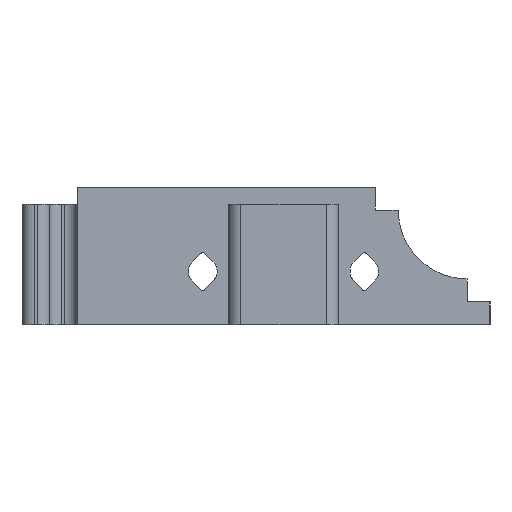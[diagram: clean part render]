
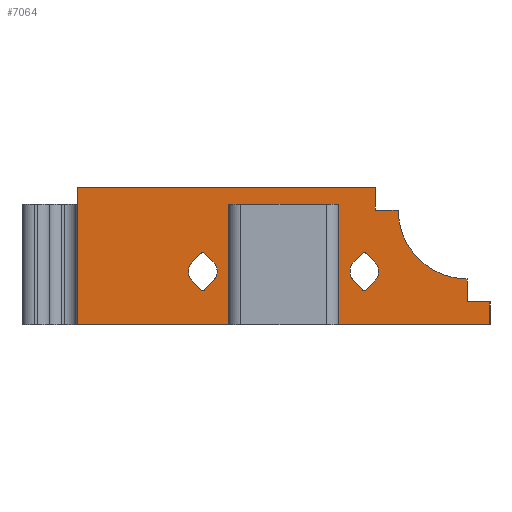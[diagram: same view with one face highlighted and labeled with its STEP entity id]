
A CAD part, left-side view. The second image highlights one B-rep face of the part: STEP entity #7064.
In plain terms, the highlighted planar face has unit normal (-1, 0, 0).
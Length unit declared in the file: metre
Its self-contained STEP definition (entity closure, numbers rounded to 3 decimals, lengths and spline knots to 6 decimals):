
#162=CIRCLE('',#7566,0.01);
#163=CIRCLE('',#7567,0.002075);
#164=CIRCLE('',#7568,0.0004);
#165=CIRCLE('',#7569,0.002075);
#166=CIRCLE('',#7570,0.0004);
#167=CIRCLE('',#7571,0.002075);
#168=CIRCLE('',#7572,0.0004);
#169=CIRCLE('',#7573,0.002075);
#170=CIRCLE('',#7574,0.0004);
#1353=ORIENTED_EDGE('',*,*,#3298,.F.);
#1354=ORIENTED_EDGE('',*,*,#3299,.F.);
#1355=ORIENTED_EDGE('',*,*,#3300,.F.);
#1356=ORIENTED_EDGE('',*,*,#3301,.F.);
#1357=ORIENTED_EDGE('',*,*,#3302,.F.);
#1358=ORIENTED_EDGE('',*,*,#2826,.T.);
#1359=ORIENTED_EDGE('',*,*,#3303,.T.);
#1360=ORIENTED_EDGE('',*,*,#3032,.F.);
#1361=ORIENTED_EDGE('',*,*,#3304,.F.);
#1362=ORIENTED_EDGE('',*,*,#3305,.F.);
#1363=ORIENTED_EDGE('',*,*,#3306,.T.);
#1364=ORIENTED_EDGE('',*,*,#3016,.F.);
#1365=ORIENTED_EDGE('',*,*,#3307,.T.);
#1366=ORIENTED_EDGE('',*,*,#3308,.F.);
#1367=ORIENTED_EDGE('',*,*,#3309,.F.);
#1368=ORIENTED_EDGE('',*,*,#3310,.F.);
#1369=ORIENTED_EDGE('',*,*,#3311,.F.);
#1370=ORIENTED_EDGE('',*,*,#3312,.T.);
#1371=ORIENTED_EDGE('',*,*,#3313,.F.);
#1372=ORIENTED_EDGE('',*,*,#3314,.T.);
#1373=ORIENTED_EDGE('',*,*,#3315,.F.);
#1374=ORIENTED_EDGE('',*,*,#3316,.F.);
#1375=ORIENTED_EDGE('',*,*,#3317,.F.);
#1376=ORIENTED_EDGE('',*,*,#3318,.F.);
#1377=ORIENTED_EDGE('',*,*,#3319,.F.);
#1378=ORIENTED_EDGE('',*,*,#3320,.T.);
#1379=ORIENTED_EDGE('',*,*,#3321,.F.);
#1380=ORIENTED_EDGE('',*,*,#3322,.T.);
#1381=ORIENTED_EDGE('',*,*,#3323,.F.);
#2826=EDGE_CURVE('',#3862,#3863,#4559,.F.);
#3016=EDGE_CURVE('',#4028,#4029,#4702,.F.);
#3032=EDGE_CURVE('',#4044,#4045,#4710,.F.);
#3298=EDGE_CURVE('',#4254,#4255,#4864,.T.);
#3299=EDGE_CURVE('',#4256,#4254,#4865,.T.);
#3300=EDGE_CURVE('',#4257,#4256,#162,.T.);
#3301=EDGE_CURVE('',#4258,#4257,#4866,.T.);
#3302=EDGE_CURVE('',#3862,#4258,#4867,.T.);
#3303=EDGE_CURVE('',#3863,#4045,#4868,.T.);
#3304=EDGE_CURVE('',#4259,#4044,#4869,.T.);
#3305=EDGE_CURVE('',#4260,#4259,#4870,.F.);
#3306=EDGE_CURVE('',#4260,#4029,#4871,.F.);
#3307=EDGE_CURVE('',#4028,#4255,#4872,.T.);
#3308=EDGE_CURVE('',#4261,#4262,#4873,.T.);
#3309=EDGE_CURVE('',#4263,#4261,#163,.T.);
#3310=EDGE_CURVE('',#4264,#4263,#4874,.T.);
#3311=EDGE_CURVE('',#4265,#4264,#164,.T.);
#3312=EDGE_CURVE('',#4265,#4266,#4875,.T.);
#3313=EDGE_CURVE('',#4267,#4266,#165,.T.);
#3314=EDGE_CURVE('',#4267,#4268,#4876,.T.);
#3315=EDGE_CURVE('',#4262,#4268,#166,.T.);
#3316=EDGE_CURVE('',#4269,#4270,#4877,.T.);
#3317=EDGE_CURVE('',#4271,#4269,#167,.T.);
#3318=EDGE_CURVE('',#4272,#4271,#4878,.T.);
#3319=EDGE_CURVE('',#4273,#4272,#168,.T.);
#3320=EDGE_CURVE('',#4273,#4274,#4879,.T.);
#3321=EDGE_CURVE('',#4275,#4274,#169,.T.);
#3322=EDGE_CURVE('',#4275,#4276,#4880,.T.);
#3323=EDGE_CURVE('',#4270,#4276,#170,.T.);
#3862=VERTEX_POINT('',#10238);
#3863=VERTEX_POINT('',#10239);
#4028=VERTEX_POINT('',#10672);
#4029=VERTEX_POINT('',#10674);
#4044=VERTEX_POINT('',#10704);
#4045=VERTEX_POINT('',#10706);
#4254=VERTEX_POINT('',#11294);
#4255=VERTEX_POINT('',#11295);
#4256=VERTEX_POINT('',#11297);
#4257=VERTEX_POINT('',#11299);
#4258=VERTEX_POINT('',#11301);
#4259=VERTEX_POINT('',#11305);
#4260=VERTEX_POINT('',#11307);
#4261=VERTEX_POINT('',#11311);
#4262=VERTEX_POINT('',#11312);
#4263=VERTEX_POINT('',#11314);
#4264=VERTEX_POINT('',#11316);
#4265=VERTEX_POINT('',#11318);
#4266=VERTEX_POINT('',#11320);
#4267=VERTEX_POINT('',#11322);
#4268=VERTEX_POINT('',#11324);
#4269=VERTEX_POINT('',#11327);
#4270=VERTEX_POINT('',#11328);
#4271=VERTEX_POINT('',#11330);
#4272=VERTEX_POINT('',#11332);
#4273=VERTEX_POINT('',#11334);
#4274=VERTEX_POINT('',#11336);
#4275=VERTEX_POINT('',#11338);
#4276=VERTEX_POINT('',#11340);
#4559=LINE('',#10237,#5286);
#4702=LINE('',#10673,#5429);
#4710=LINE('',#10705,#5437);
#4864=LINE('',#11293,#5591);
#4865=LINE('',#11296,#5592);
#4866=LINE('',#11300,#5593);
#4867=LINE('',#11302,#5594);
#4868=LINE('',#11303,#5595);
#4869=LINE('',#11304,#5596);
#4870=LINE('',#11306,#5597);
#4871=LINE('',#11308,#5598);
#4872=LINE('',#11309,#5599);
#4873=LINE('',#11310,#5600);
#4874=LINE('',#11315,#5601);
#4875=LINE('',#11319,#5602);
#4876=LINE('',#11323,#5603);
#4877=LINE('',#11326,#5604);
#4878=LINE('',#11331,#5605);
#4879=LINE('',#11335,#5606);
#4880=LINE('',#11339,#5607);
#5286=VECTOR('',#7998,1.);
#5429=VECTOR('',#8267,1.);
#5437=VECTOR('',#8291,1.);
#5591=VECTOR('',#8695,1.);
#5592=VECTOR('',#8696,1.);
#5593=VECTOR('',#8699,1.);
#5594=VECTOR('',#8700,1.);
#5595=VECTOR('',#8701,1.);
#5596=VECTOR('',#8702,1.);
#5597=VECTOR('',#8703,1.);
#5598=VECTOR('',#8704,1.);
#5599=VECTOR('',#8705,1.);
#5600=VECTOR('',#8706,1.);
#5601=VECTOR('',#8709,1.);
#5602=VECTOR('',#8712,1.);
#5603=VECTOR('',#8715,1.);
#5604=VECTOR('',#8718,1.);
#5605=VECTOR('',#8721,1.);
#5606=VECTOR('',#8724,1.);
#5607=VECTOR('',#8727,1.);
#6069=EDGE_LOOP('',(#1353,#1354,#1355,#1356,#1357,#1358,#1359,#1360,#1361,
#1362,#1363,#1364,#1365));
#6070=EDGE_LOOP('',(#1366,#1367,#1368,#1369,#1370,#1371,#1372,#1373));
#6071=EDGE_LOOP('',(#1374,#1375,#1376,#1377,#1378,#1379,#1380,#1381));
#6466=FACE_BOUND('',#6069,.T.);
#6467=FACE_BOUND('',#6070,.T.);
#6468=FACE_BOUND('',#6071,.T.);
#6788=PLANE('',#7565);
#7064=ADVANCED_FACE('',(#6466,#6467,#6468),#6788,.T.);
#7565=AXIS2_PLACEMENT_3D('',#11292,#8693,#8694);
#7566=AXIS2_PLACEMENT_3D('',#11298,#8697,#8698);
#7567=AXIS2_PLACEMENT_3D('',#11313,#8707,#8708);
#7568=AXIS2_PLACEMENT_3D('',#11317,#8710,#8711);
#7569=AXIS2_PLACEMENT_3D('',#11321,#8713,#8714);
#7570=AXIS2_PLACEMENT_3D('',#11325,#8716,#8717);
#7571=AXIS2_PLACEMENT_3D('',#11329,#8719,#8720);
#7572=AXIS2_PLACEMENT_3D('',#11333,#8722,#8723);
#7573=AXIS2_PLACEMENT_3D('',#11337,#8725,#8726);
#7574=AXIS2_PLACEMENT_3D('',#11341,#8728,#8729);
#7998=DIRECTION('',(0.,-1.,0.));
#8267=DIRECTION('',(0.,-1.,0.));
#8291=DIRECTION('',(0.,-1.,0.));
#8693=DIRECTION('',(-1.,0.,0.));
#8694=DIRECTION('',(0.,-1.,0.));
#8695=DIRECTION('',(0.,-1.,0.));
#8696=DIRECTION('',(0.,0.,-1.));
#8697=DIRECTION('',(-1.,0.,0.));
#8698=DIRECTION('',(0.,-1.,0.));
#8699=DIRECTION('',(0.,-1.,0.));
#8700=DIRECTION('',(0.,0.,-1.));
#8701=DIRECTION('',(0.,0.,-1.));
#8702=DIRECTION('',(0.,0.,-1.));
#8703=DIRECTION('',(0.,-1.,0.));
#8704=DIRECTION('',(0.,0.,1.));
#8705=DIRECTION('',(0.,0.,1.));
#8706=DIRECTION('',(0.,-0.707,-0.707));
#8707=DIRECTION('',(-1.,0.,0.));
#8708=DIRECTION('',(0.,-1.,0.));
#8709=DIRECTION('',(0.,0.707,-0.707));
#8710=DIRECTION('',(-1.,0.,0.));
#8711=DIRECTION('',(0.,-1.,0.));
#8712=DIRECTION('',(0.,-0.707,-0.707));
#8713=DIRECTION('',(-1.,0.,0.));
#8714=DIRECTION('',(0.,-1.,0.));
#8715=DIRECTION('',(0.,0.707,-0.707));
#8716=DIRECTION('',(-1.,0.,0.));
#8717=DIRECTION('',(0.,-1.,0.));
#8718=DIRECTION('',(0.,-0.707,-0.707));
#8719=DIRECTION('',(-1.,0.,0.));
#8720=DIRECTION('',(0.,-1.,0.));
#8721=DIRECTION('',(0.,0.707,-0.707));
#8722=DIRECTION('',(-1.,0.,0.));
#8723=DIRECTION('',(0.,-1.,0.));
#8724=DIRECTION('',(0.,-0.707,-0.707));
#8725=DIRECTION('',(-1.,0.,0.));
#8726=DIRECTION('',(0.,-1.,0.));
#8727=DIRECTION('',(0.,0.707,-0.707));
#8728=DIRECTION('',(-1.,0.,0.));
#8729=DIRECTION('',(0.,-1.,0.));
#10237=CARTESIAN_POINT('',(1.410025,0.762111,0.38));
#10238=CARTESIAN_POINT('',(1.410025,0.526667,0.38));
#10239=CARTESIAN_POINT('',(1.410025,0.57,0.38));
#10672=CARTESIAN_POINT('',(1.410025,0.51,0.36));
#10673=CARTESIAN_POINT('',(1.410025,0.462111,0.36));
#10674=CARTESIAN_POINT('',(1.410025,0.534222,0.36));
#10704=CARTESIAN_POINT('',(1.410025,0.545778,0.36));
#10705=CARTESIAN_POINT('',(1.410025,0.582111,0.36));
#10706=CARTESIAN_POINT('',(1.410025,0.57,0.36));
#11292=CARTESIAN_POINT('',(1.410025,0.762111,0.38));
#11293=CARTESIAN_POINT('',(1.410025,0.762111,0.363333));
#11294=CARTESIAN_POINT('',(1.410025,0.513333,0.363333));
#11295=CARTESIAN_POINT('',(1.410025,0.51,0.363333));
#11296=CARTESIAN_POINT('',(1.410025,0.513333,0.38));
#11297=CARTESIAN_POINT('',(1.410025,0.513333,0.366667));
#11298=CARTESIAN_POINT('',(1.410025,0.513333,0.376667));
#11299=CARTESIAN_POINT('',(1.410025,0.523333,0.376667));
#11300=CARTESIAN_POINT('',(1.410025,0.762111,0.376667));
#11301=CARTESIAN_POINT('',(1.410025,0.526667,0.376667));
#11302=CARTESIAN_POINT('',(1.410025,0.526667,0.38));
#11303=CARTESIAN_POINT('',(1.410025,0.57,0.38));
#11304=CARTESIAN_POINT('',(1.410025,0.545778,0.38));
#11305=CARTESIAN_POINT('',(1.410025,0.545778,0.3775));
#11306=CARTESIAN_POINT('',(1.410025,0.462111,0.3775));
#11307=CARTESIAN_POINT('',(1.410025,0.534222,0.3775));
#11308=CARTESIAN_POINT('',(1.410025,0.534222,0.38));
#11309=CARTESIAN_POINT('',(1.410025,0.51,0.38));
#11310=CARTESIAN_POINT('',(1.410025,0.652789,0.489322));
#11311=CARTESIAN_POINT('',(1.410025,0.529734,0.366266));
#11312=CARTESIAN_POINT('',(1.410025,0.528549,0.365082));
#11313=CARTESIAN_POINT('',(1.410025,0.528267,0.367733));
#11314=CARTESIAN_POINT('',(1.410025,0.529734,0.369201));
#11315=CARTESIAN_POINT('',(1.410025,0.640523,0.258412));
#11316=CARTESIAN_POINT('',(1.410025,0.528549,0.370385));
#11317=CARTESIAN_POINT('',(1.410025,0.528267,0.370102));
#11318=CARTESIAN_POINT('',(1.410025,0.527984,0.370385));
#11319=CARTESIAN_POINT('',(1.410025,0.649855,0.492256));
#11320=CARTESIAN_POINT('',(1.410025,0.526799,0.369201));
#11321=CARTESIAN_POINT('',(1.410025,0.528267,0.367733));
#11322=CARTESIAN_POINT('',(1.410025,0.526799,0.366266));
#11323=CARTESIAN_POINT('',(1.410025,0.637588,0.255477));
#11324=CARTESIAN_POINT('',(1.410025,0.527984,0.365082));
#11325=CARTESIAN_POINT('',(1.410025,0.528267,0.365365));
#11326=CARTESIAN_POINT('',(1.410025,0.664523,0.477588));
#11327=CARTESIAN_POINT('',(1.410025,0.553201,0.366266));
#11328=CARTESIAN_POINT('',(1.410025,0.552016,0.365082));
#11329=CARTESIAN_POINT('',(1.410025,0.551733,0.367733));
#11330=CARTESIAN_POINT('',(1.410025,0.553201,0.369201));
#11331=CARTESIAN_POINT('',(1.410025,0.652256,0.270145));
#11332=CARTESIAN_POINT('',(1.410025,0.552016,0.370385));
#11333=CARTESIAN_POINT('',(1.410025,0.551733,0.370102));
#11334=CARTESIAN_POINT('',(1.410025,0.551451,0.370385));
#11335=CARTESIAN_POINT('',(1.410025,0.661588,0.480523));
#11336=CARTESIAN_POINT('',(1.410025,0.550266,0.369201));
#11337=CARTESIAN_POINT('',(1.410025,0.551733,0.367733));
#11338=CARTESIAN_POINT('',(1.410025,0.550266,0.366266));
#11339=CARTESIAN_POINT('',(1.410025,0.649322,0.267211));
#11340=CARTESIAN_POINT('',(1.410025,0.551451,0.365082));
#11341=CARTESIAN_POINT('',(1.410025,0.551733,0.365365));
